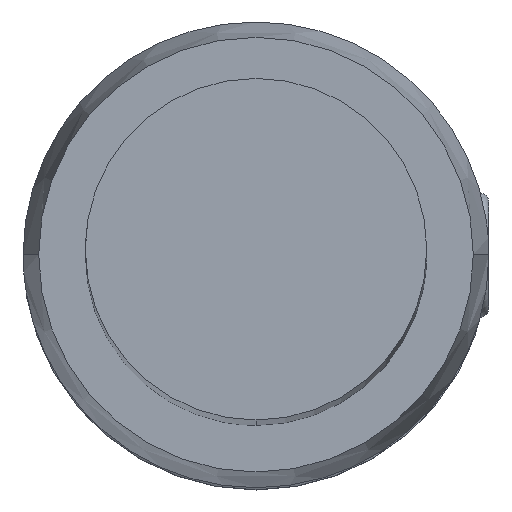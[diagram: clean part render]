
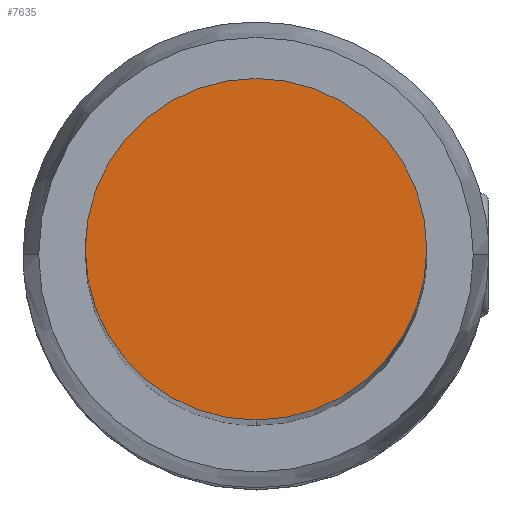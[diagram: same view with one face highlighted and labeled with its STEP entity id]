
A CAD part, top view. The second image highlights one B-rep face of the part: STEP entity #7635.
In plain terms, the highlighted planar face has unit normal (0, 0, 1).
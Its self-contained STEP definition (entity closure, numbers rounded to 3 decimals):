
#7615=AXIS2_PLACEMENT_3D('Plane Axis2P3D',#7612,#7613,#7614) ;
#7619=AXIS2_PLACEMENT_3D('Circle Axis2P3D',#7617,#7618,$) ;
#7628=AXIS2_PLACEMENT_3D('Circle Axis2P3D',#7626,#7627,$) ;
#7612=CARTESIAN_POINT('Axis2P3D Location',(0.,0.,151.)) ;
#7617=CARTESIAN_POINT('Axis2P3D Location',(7.5,7.5,151.)) ;
#7621=CARTESIAN_POINT('Vertex',(7.5,13.,151.)) ;
#7623=CARTESIAN_POINT('Vertex',(7.5,2.,151.)) ;
#7626=CARTESIAN_POINT('Axis2P3D Location',(7.5,7.5,151.)) ;
#7613=DIRECTION('Axis2P3D Direction',(0.,0.,1.)) ;
#7614=DIRECTION('Axis2P3D XDirection',(1.,-0.,0.)) ;
#7618=DIRECTION('Axis2P3D Direction',(0.,0.,1.)) ;
#7627=DIRECTION('Axis2P3D Direction',(0.,0.,1.)) ;
#7632=ORIENTED_EDGE('',*,*,#7625,.T.) ;
#7633=ORIENTED_EDGE('',*,*,#7630,.T.) ;
#7635=ADVANCED_FACE('MANIFOLD_SOLID_BREP #39',(#7634),#7616,.T.) ;
#7620=CIRCLE('generated circle',#7619,5.5) ;
#7629=CIRCLE('generated circle',#7628,5.5) ;
#7625=EDGE_CURVE('',#7622,#7624,#7620,.T.) ;
#7630=EDGE_CURVE('',#7624,#7622,#7629,.T.) ;
#7631=EDGE_LOOP('',(#7632,#7633)) ;
#7634=FACE_OUTER_BOUND('',#7631,.T.) ;
#7616=PLANE('',#7615) ;
#7622=VERTEX_POINT('',#7621) ;
#7624=VERTEX_POINT('',#7623) ;
